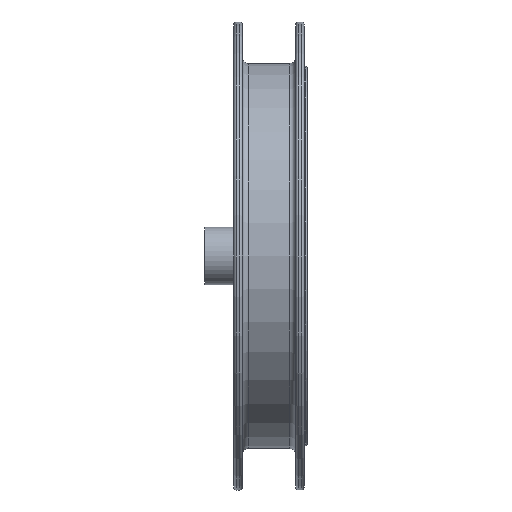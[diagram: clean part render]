
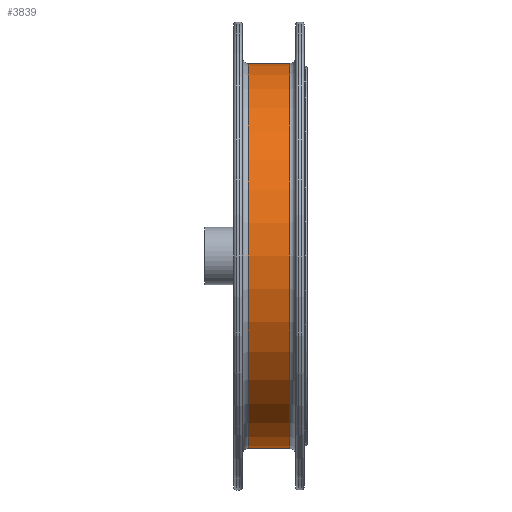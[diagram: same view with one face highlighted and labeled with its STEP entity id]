
A CAD part, left-side view. The second image highlights one B-rep face of the part: STEP entity #3839.
In plain terms, the highlighted cylindrical face has radius 33.5 mm (diameter 67 mm), a partial arc.
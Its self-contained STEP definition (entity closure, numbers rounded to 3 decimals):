
#99 = CIRCLE ( 'NONE', #7682, 33.5 ) ;
#489 = DIRECTION ( 'NONE',  ( 0., 0., 1. ) ) ;
#670 = VERTEX_POINT ( 'NONE', #14391 ) ;
#2003 = DIRECTION ( 'NONE',  ( 0., 0., 1. ) ) ;
#2489 = EDGE_CURVE ( 'NONE', #670, #6286, #16420, .T. ) ;
#3506 = DIRECTION ( 'NONE',  ( 0., 0., -1. ) ) ;
#3839 = ADVANCED_FACE ( 'NONE', ( #11635 ), #14901, .T. ) ;
#4219 = EDGE_CURVE ( 'NONE', #23577, #11186, #6924, .T. ) ;
#5243 = EDGE_CURVE ( 'NONE', #670, #23577, #19238, .T. ) ;
#5373 = VECTOR ( 'NONE', #12533, 1000. ) ;
#6286 = VERTEX_POINT ( 'NONE', #14872 ) ;
#6924 = LINE ( 'NONE', #17581, #5373 ) ;
#7682 = AXIS2_PLACEMENT_3D ( 'NONE', #19136, #9641, #2003 ) ;
#9146 = DIRECTION ( 'NONE',  ( 0., -1., 0. ) ) ;
#9641 = DIRECTION ( 'NONE',  ( 0., 1., 0. ) ) ;
#10916 = DIRECTION ( 'NONE',  ( 0., -1., 0. ) ) ;
#11186 = VERTEX_POINT ( 'NONE', #18042 ) ;
#11635 = FACE_OUTER_BOUND ( 'NONE', #15370, .T. ) ;
#12533 = DIRECTION ( 'NONE',  ( 0., -1., 0. ) ) ;
#14056 = ORIENTED_EDGE ( 'NONE', *, *, #2489, .F. ) ;
#14391 = CARTESIAN_POINT ( 'NONE',  ( 0., 9.75, 33.5 ) ) ;
#14872 = CARTESIAN_POINT ( 'NONE',  ( 0., 2.5, 33.5 ) ) ;
#14901 = CYLINDRICAL_SURFACE ( 'NONE', #20549, 33.5 ) ;
#15267 = CARTESIAN_POINT ( 'NONE',  ( 0., 11.75, 0. ) ) ;
#15370 = EDGE_LOOP ( 'NONE', ( #14056, #23102, #17936, #23522 ) ) ;
#15826 = VECTOR ( 'NONE', #10916, 1000. ) ;
#16420 = LINE ( 'NONE', #21900, #15826 ) ;
#17581 = CARTESIAN_POINT ( 'NONE',  ( 0., 11.75, -33.5 ) ) ;
#17936 = ORIENTED_EDGE ( 'NONE', *, *, #4219, .T. ) ;
#18042 = CARTESIAN_POINT ( 'NONE',  ( 0., 2.5, -33.5 ) ) ;
#19136 = CARTESIAN_POINT ( 'NONE',  ( 0., 2.5, 0. ) ) ;
#19238 = CIRCLE ( 'NONE', #20428, 33.5 ) ;
#19591 = DIRECTION ( 'NONE',  ( 0., -1., 0. ) ) ;
#20428 = AXIS2_PLACEMENT_3D ( 'NONE', #23194, #19591, #489 ) ;
#20549 = AXIS2_PLACEMENT_3D ( 'NONE', #15267, #9146, #3506 ) ;
#21516 = CARTESIAN_POINT ( 'NONE',  ( 0., 9.75, -33.5 ) ) ;
#21779 = EDGE_CURVE ( 'NONE', #11186, #6286, #99, .T. ) ;
#21900 = CARTESIAN_POINT ( 'NONE',  ( 0., 11.75, 33.5 ) ) ;
#23102 = ORIENTED_EDGE ( 'NONE', *, *, #5243, .T. ) ;
#23194 = CARTESIAN_POINT ( 'NONE',  ( 0., 9.75, 0. ) ) ;
#23522 = ORIENTED_EDGE ( 'NONE', *, *, #21779, .T. ) ;
#23577 = VERTEX_POINT ( 'NONE', #21516 ) ;
